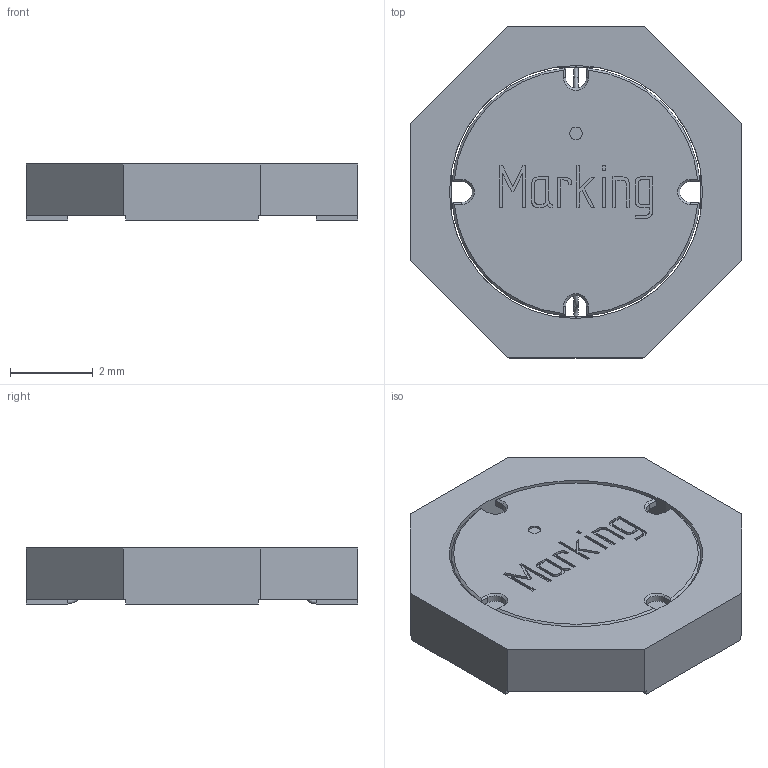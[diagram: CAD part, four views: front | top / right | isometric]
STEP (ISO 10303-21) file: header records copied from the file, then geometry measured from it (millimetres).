
FILE_DESCRIPTION(/* description */ ('Unknown'),/* implementation_level */ '2;1');
FILE_NAME(/* name */ 'L_Wurth_WE-TPC-8015',/* time_stamp */ '2023-02-02T10:29:02+08:00',/* author */ ('Unknown'),/* organization */ ('Unknown'),/* preprocessor_version */ 'ST-DEVELOPER v16.7',/* originating_system */ 'Solid Edge',/* authorisation */ 'Unknown');
FILE_SCHEMA (('AUTOMOTIVE_DESIGN {1 0 10303 214 3 1 1}'));
Length unit declared in the file: millimetre
Products named in the file (1): L_Wurth_WE-TPC-8015
Bounding box: 8 x 8 x 1.35 mm (x, y, z)
Volume: 48.3 mm3; surface area: 233.7 mm2
Topology: 2 solids, 2 shells, 203 faces, 517 edges, 329 vertices
Faces by surface type: plane 142, bspline 26, cylinder 19, cone 16
Full cylindrical faces by diameter (mm): 0.3 x1, 3.2 x1, 6.1 x1
Entity records: 8405 total; most frequent: CARTESIAN_POINT 2264, ORIENTED_EDGE 994, DIRECTION 889, EDGE_CURVE 497, LINE 371, VECTOR 371, VERTEX_POINT 321, AXIS2_PLACEMENT_3D 259
